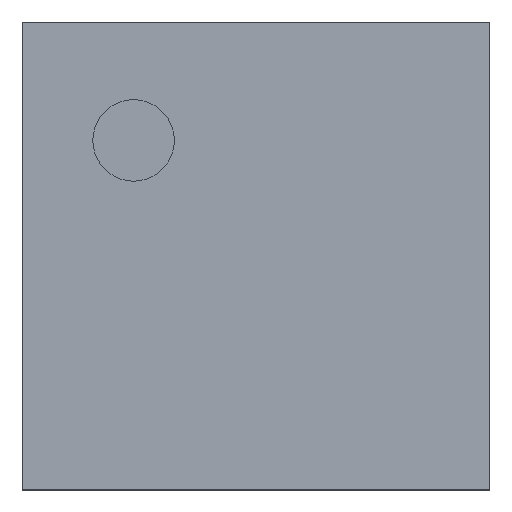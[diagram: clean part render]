
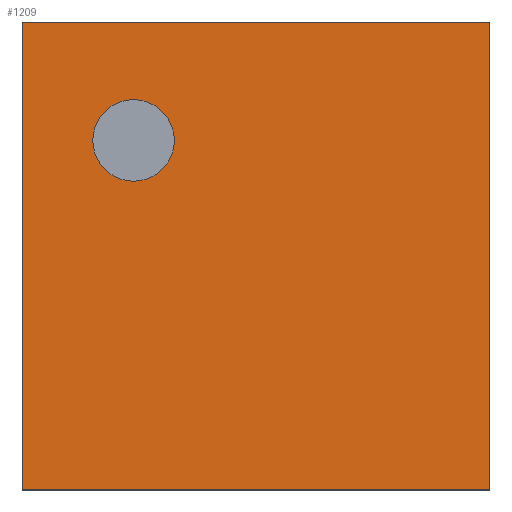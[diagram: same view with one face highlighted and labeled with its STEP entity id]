
A CAD part, top view. The second image highlights one B-rep face of the part: STEP entity #1209.
In plain terms, the highlighted planar face has unit normal (0, 0, 1).
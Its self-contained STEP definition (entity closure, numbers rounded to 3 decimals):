
#26 = VERTEX_POINT ( 'NONE', #1737 ) ;
#113 = PLANE ( 'NONE',  #898 ) ;
#115 = EDGE_LOOP ( 'NONE', ( #673, #1214 ) ) ;
#137 = EDGE_CURVE ( 'NONE', #1451, #26, #286, .T. ) ;
#197 = ORIENTED_EDGE ( 'NONE', *, *, #1037, .T. ) ;
#208 = DIRECTION ( 'NONE',  ( 0., 1., 0. ) ) ;
#210 = CARTESIAN_POINT ( 'NONE',  ( -0.523, 0.494, 0.85 ) ) ;
#286 = LINE ( 'NONE', #376, #1728 ) ;
#376 = CARTESIAN_POINT ( 'NONE',  ( 1., -1., 0.85 ) ) ;
#412 = LINE ( 'NONE', #852, #1469 ) ;
#431 = CARTESIAN_POINT ( 'NONE',  ( 1., -1., 0.85 ) ) ;
#432 = EDGE_CURVE ( 'NONE', #26, #825, #412, .T. ) ;
#437 = EDGE_CURVE ( 'NONE', #983, #1451, #1201, .T. ) ;
#438 = CARTESIAN_POINT ( 'NONE',  ( -0.349, 0.494, 0.85 ) ) ;
#462 = AXIS2_PLACEMENT_3D ( 'NONE', #1450, #1326, #1736 ) ;
#522 = CARTESIAN_POINT ( 'NONE',  ( -0.698, 0.494, 0.85 ) ) ;
#663 = CARTESIAN_POINT ( 'NONE',  ( -1., -1., 0.85 ) ) ;
#673 = ORIENTED_EDGE ( 'NONE', *, *, #1613, .F. ) ;
#693 = VERTEX_POINT ( 'NONE', #438 ) ;
#749 = DIRECTION ( 'NONE',  ( -1., 0., 0. ) ) ;
#794 = DIRECTION ( 'NONE',  ( 0., -1., 0. ) ) ;
#809 = AXIS2_PLACEMENT_3D ( 'NONE', #210, #1720, #749 ) ;
#825 = VERTEX_POINT ( 'NONE', #1405 ) ;
#827 = VECTOR ( 'NONE', #794, 1000. ) ;
#831 = DIRECTION ( 'NONE',  ( 0., 0., 1. ) ) ;
#834 = CARTESIAN_POINT ( 'NONE',  ( 1., -1., 0.85 ) ) ;
#852 = CARTESIAN_POINT ( 'NONE',  ( 1., 1., 0.85 ) ) ;
#898 = AXIS2_PLACEMENT_3D ( 'NONE', #1097, #831, #972 ) ;
#914 = LINE ( 'NONE', #1604, #827 ) ;
#972 = DIRECTION ( 'NONE',  ( -1., 0., 0. ) ) ;
#983 = VERTEX_POINT ( 'NONE', #663 ) ;
#1037 = EDGE_CURVE ( 'NONE', #825, #983, #914, .T. ) ;
#1086 = FACE_BOUND ( 'NONE', #115, .T. ) ;
#1097 = CARTESIAN_POINT ( 'NONE',  ( 0., 0., 0.85 ) ) ;
#1124 = ORIENTED_EDGE ( 'NONE', *, *, #432, .T. ) ;
#1166 = CIRCLE ( 'NONE', #809, 0.175 ) ;
#1201 = LINE ( 'NONE', #834, #1711 ) ;
#1209 = ADVANCED_FACE ( 'NONE', ( #1086, #1543 ), #113, .T. ) ;
#1214 = ORIENTED_EDGE ( 'NONE', *, *, #1643, .F. ) ;
#1261 = DIRECTION ( 'NONE',  ( 1., 0., 0. ) ) ;
#1264 = DIRECTION ( 'NONE',  ( -1., 0., 0. ) ) ;
#1301 = ORIENTED_EDGE ( 'NONE', *, *, #137, .T. ) ;
#1326 = DIRECTION ( 'NONE',  ( 0., 0., 1. ) ) ;
#1405 = CARTESIAN_POINT ( 'NONE',  ( -1., 1., 0.85 ) ) ;
#1450 = CARTESIAN_POINT ( 'NONE',  ( -0.523, 0.494, 0.85 ) ) ;
#1451 = VERTEX_POINT ( 'NONE', #431 ) ;
#1464 = EDGE_LOOP ( 'NONE', ( #197, #1663, #1301, #1124 ) ) ;
#1469 = VECTOR ( 'NONE', #1264, 1000. ) ;
#1543 = FACE_OUTER_BOUND ( 'NONE', #1464, .T. ) ;
#1604 = CARTESIAN_POINT ( 'NONE',  ( -1., -1., 0.85 ) ) ;
#1613 = EDGE_CURVE ( 'NONE', #1705, #693, #1166, .T. ) ;
#1643 = EDGE_CURVE ( 'NONE', #693, #1705, #1658, .T. ) ;
#1658 = CIRCLE ( 'NONE', #462, 0.175 ) ;
#1663 = ORIENTED_EDGE ( 'NONE', *, *, #437, .T. ) ;
#1705 = VERTEX_POINT ( 'NONE', #522 ) ;
#1711 = VECTOR ( 'NONE', #1261, 1000. ) ;
#1720 = DIRECTION ( 'NONE',  ( 0., 0., 1. ) ) ;
#1728 = VECTOR ( 'NONE', #208, 1000. ) ;
#1736 = DIRECTION ( 'NONE',  ( -1., 0., 0. ) ) ;
#1737 = CARTESIAN_POINT ( 'NONE',  ( 1., 1., 0.85 ) ) ;
